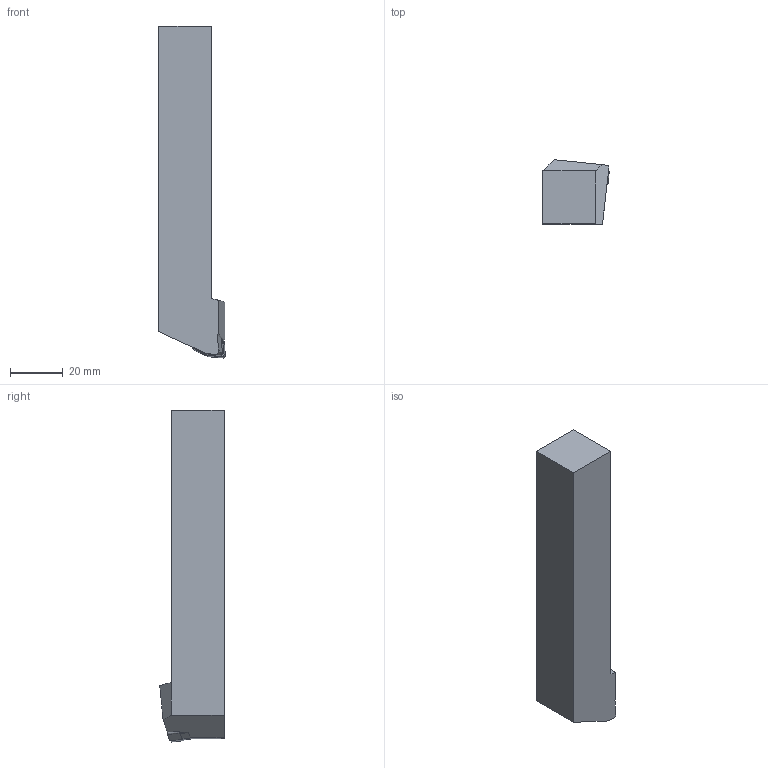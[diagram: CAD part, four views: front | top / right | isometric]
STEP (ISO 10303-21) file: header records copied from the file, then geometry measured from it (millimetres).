
FILE_DESCRIPTION(/* description */ (''),/* implementation_level */ '2;1');
FILE_NAME(/* name */ 'PWLNL2020K06_SIM.stp',/* time_stamp */ '2023-03-01T07:31:24+01:00',/* author */ (''),/* organization */ (''),/* preprocessor_version */ 'ST-DEVELOPER v16.7',/* originating_system */ 'SIEMENS PLM Software NX 12.0',/* authorisation */ '');
FILE_SCHEMA (('AUTOMOTIVE_DESIGN { 1 0 10303 214 3 1 1 1 }'));
Length unit declared in the file: millimetre
Products named in the file (1): kl622D98EAB7tukm
Bounding box: 25.19 x 24.36 x 125.49 mm (x, y, z)
Volume: 50539.9 mm3; surface area: 11276.7 mm2
Topology: 2 solids, 2 shells, 46 faces, 122 edges, 81 vertices
Faces by surface type: plane 35, cylinder 10, cone 1
Full cylindrical faces by diameter (mm): 3.18 x1
Entity records: 1444 total; most frequent: CARTESIAN_POINT 246, ORIENTED_EDGE 238, DIRECTION 236, EDGE_CURVE 119, LINE 96, VECTOR 96, VERTEX_POINT 80, AXIS2_PLACEMENT_3D 70
